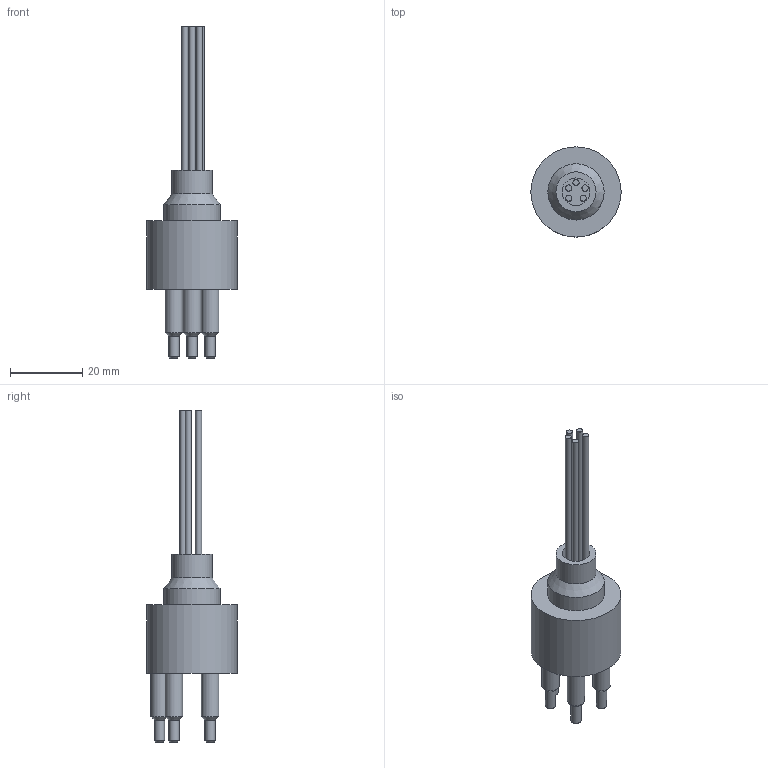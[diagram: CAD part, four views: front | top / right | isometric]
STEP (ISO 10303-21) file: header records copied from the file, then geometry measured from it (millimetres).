
FILE_DESCRIPTION(/* description */ (''),/* implementation_level */ '2;1');
FILE_NAME(/* name */ 'OM5M.stp',/* time_stamp */ '2014-11-27T15:44:10+01:00',/* author */ ('sh'),/* organization */ (''),/* preprocessor_version */ 'ST-DEVELOPER v15.2',/* originating_system */ 'Autodesk Inventor 2014',/* authorisation */ '');
FILE_SCHEMA (('AUTOMOTIVE_DESIGN { 1 0 10303 214 3 1 1 }'));
Length unit declared in the file: millimetre
Products named in the file (1): OM5M
Bounding box: 25 x 25 x 92 mm (x, y, z)
Volume: 12790.8 mm3; surface area: 5572.4 mm2
Topology: 1 solids, 1 shells, 139 faces, 342 edges, 223 vertices
Faces by surface type: plane 65, bspline 44, cylinder 19, cone 11
Full cylindrical faces by diameter (mm): 1.7 x5, 2.8 x5, 4.8 x5, 7.7 x1, 11.1 x1, 15.6 x1, 25 x1
Entity records: 4311 total; most frequent: CARTESIAN_POINT 1243, ORIENTED_EDGE 620, DIRECTION 457, EDGE_CURVE 310, VERTEX_POINT 221, EDGE_LOOP 187, LINE 179, VECTOR 179
